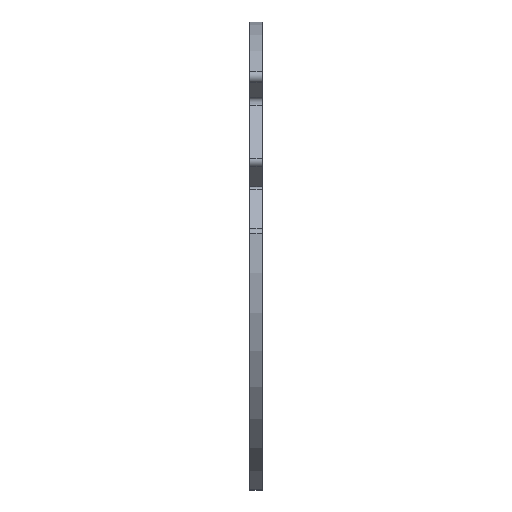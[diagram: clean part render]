
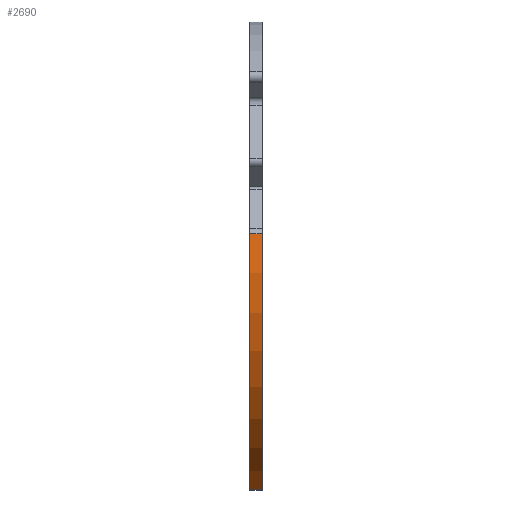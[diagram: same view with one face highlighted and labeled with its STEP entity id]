
A CAD part, left-side view. The second image highlights one B-rep face of the part: STEP entity #2690.
In plain terms, the highlighted cylindrical face has radius 200 mm (diameter 400 mm), a partial arc.
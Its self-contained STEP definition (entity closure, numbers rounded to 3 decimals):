
#55 = CARTESIAN_POINT ( 'NONE',  ( -198.343, -5., 25.69 ) ) ;
#129 = VERTEX_POINT ( 'NONE', #1832 ) ;
#282 = VERTEX_POINT ( 'NONE', #55 ) ;
#354 = DIRECTION ( 'NONE',  ( 0., 0., 1. ) ) ;
#381 = DIRECTION ( 'NONE',  ( 0., -1., 0. ) ) ;
#428 = LINE ( 'NONE', #2189, #1835 ) ;
#474 = CIRCLE ( 'NONE', #1017, 200. ) ;
#512 = EDGE_CURVE ( 'NONE', #129, #2984, #2363, .T. ) ;
#527 = VERTEX_POINT ( 'NONE', #895 ) ;
#560 = DIRECTION ( 'NONE',  ( 0., 1., 0. ) ) ;
#647 = EDGE_LOOP ( 'NONE', ( #1125, #1290, #931, #941 ) ) ;
#746 = CIRCLE ( 'NONE', #2111, 200. ) ;
#834 = DIRECTION ( 'NONE',  ( 0., -1., 0. ) ) ;
#876 = DIRECTION ( 'NONE',  ( 0., 0., 1. ) ) ;
#895 = CARTESIAN_POINT ( 'NONE',  ( -198.343, 5., 25.69 ) ) ;
#901 = DIRECTION ( 'NONE',  ( 0., 1., 0. ) ) ;
#928 = CARTESIAN_POINT ( 'NONE',  ( 0., 5., 0. ) ) ;
#931 = ORIENTED_EDGE ( 'NONE', *, *, #2631, .T. ) ;
#941 = ORIENTED_EDGE ( 'NONE', *, *, #2360, .T. ) ;
#973 = VECTOR ( 'NONE', #381, 1000. ) ;
#1017 = AXIS2_PLACEMENT_3D ( 'NONE', #928, #2629, #876 ) ;
#1125 = ORIENTED_EDGE ( 'NONE', *, *, #3177, .F. ) ;
#1290 = ORIENTED_EDGE ( 'NONE', *, *, #512, .T. ) ;
#1537 = AXIS2_PLACEMENT_3D ( 'NONE', #1862, #834, #2621 ) ;
#1585 = CYLINDRICAL_SURFACE ( 'NONE', #1537, 200. ) ;
#1711 = CARTESIAN_POINT ( 'NONE',  ( -76.923, -5., -184.615 ) ) ;
#1832 = CARTESIAN_POINT ( 'NONE',  ( -76.923, 5., -184.615 ) ) ;
#1835 = VECTOR ( 'NONE', #901, 1000. ) ;
#1841 = CARTESIAN_POINT ( 'NONE',  ( -76.923, 5., -184.615 ) ) ;
#1862 = CARTESIAN_POINT ( 'NONE',  ( 0., 5., 0. ) ) ;
#2111 = AXIS2_PLACEMENT_3D ( 'NONE', #2606, #560, #354 ) ;
#2189 = CARTESIAN_POINT ( 'NONE',  ( -198.343, 5., 25.69 ) ) ;
#2360 = EDGE_CURVE ( 'NONE', #282, #527, #428, .T. ) ;
#2363 = LINE ( 'NONE', #1841, #973 ) ;
#2606 = CARTESIAN_POINT ( 'NONE',  ( 0., -5., 0. ) ) ;
#2621 = DIRECTION ( 'NONE',  ( 0., 0., -1. ) ) ;
#2629 = DIRECTION ( 'NONE',  ( 0., 1., 0. ) ) ;
#2631 = EDGE_CURVE ( 'NONE', #2984, #282, #746, .T. ) ;
#2690 = ADVANCED_FACE ( 'NONE', ( #3112 ), #1585, .T. ) ;
#2984 = VERTEX_POINT ( 'NONE', #1711 ) ;
#3112 = FACE_OUTER_BOUND ( 'NONE', #647, .T. ) ;
#3177 = EDGE_CURVE ( 'NONE', #129, #527, #474, .T. ) ;
